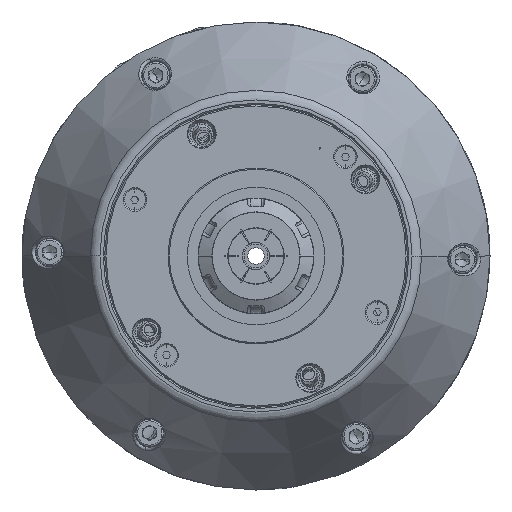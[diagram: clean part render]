
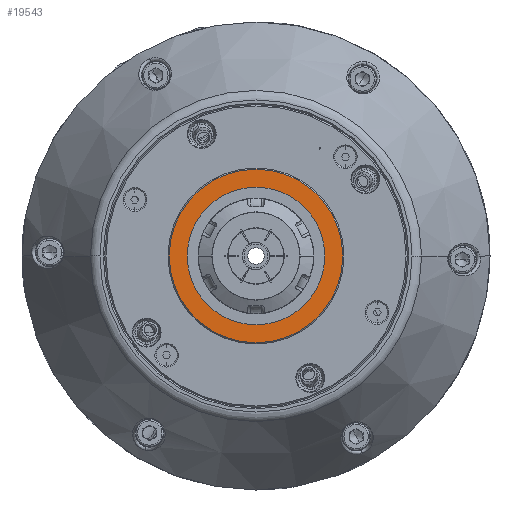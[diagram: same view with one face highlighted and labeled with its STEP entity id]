
A CAD part, left-side view. The second image highlights one B-rep face of the part: STEP entity #19543.
In plain terms, the highlighted planar face has unit normal (-1, 0, 0).
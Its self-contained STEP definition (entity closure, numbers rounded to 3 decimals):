
#156 = CARTESIAN_POINT ( 'NONE',  ( 0., 25.05, 0. ) ) ;
#189 = CARTESIAN_POINT ( 'NONE',  ( 0., 19.845, 0. ) ) ;
#283 = CARTESIAN_POINT ( 'NONE',  ( 0., 31.5, 0. ) ) ;
#2231 = ORIENTED_EDGE ( 'NONE', *, *, #23712, .T. ) ;
#2343 = ORIENTED_EDGE ( 'NONE', *, *, #23729, .T. ) ;
#2356 = ORIENTED_EDGE ( 'NONE', *, *, #23962, .F. ) ;
#2414 = ORIENTED_EDGE ( 'NONE', *, *, #23682, .T. ) ;
#2420 = ORIENTED_EDGE ( 'NONE', *, *, #23172, .T. ) ;
#2481 = ORIENTED_EDGE ( 'NONE', *, *, #23795, .T. ) ;
#6342 = VERTEX_POINT ( 'NONE', #283 ) ;
#6436 = VERTEX_POINT ( 'NONE', #189 ) ;
#6469 = VERTEX_POINT ( 'NONE', #156 ) ;
#6665 = VERTEX_POINT ( 'NONE', #22613 ) ;
#6877 = VERTEX_POINT ( 'NONE', #22582 ) ;
#7096 = VERTEX_POINT ( 'NONE', #22754 ) ;
#7334 = VERTEX_POINT ( 'NONE', #22405 ) ;
#7352 = VERTEX_POINT ( 'NONE', #22380 ) ;
#7353 = VERTEX_POINT ( 'NONE', #22377 ) ;
#7360 = VERTEX_POINT ( 'NONE', #22363 ) ;
#7466 = VERTEX_POINT ( 'NONE', #22201 ) ;
#7523 = VERTEX_POINT ( 'NONE', #22103 ) ;
#10294 = DIRECTION ( 'NONE',  ( 0., 1., 0. ) ) ;
#10295 = DIRECTION ( 'NONE',  ( 1., 0., 0. ) ) ;
#10296 = CARTESIAN_POINT ( 'NONE',  ( 0., 0., 0. ) ) ;
#10609 = CARTESIAN_POINT ( 'NONE',  ( 0., 0., 0. ) ) ;
#10757 = DIRECTION ( 'NONE',  ( 0., -1., 0. ) ) ;
#10779 = DIRECTION ( 'NONE',  ( 1., 0., 0. ) ) ;
#10890 = DIRECTION ( 'NONE',  ( 0., -1., 0. ) ) ;
#10892 = DIRECTION ( 'NONE',  ( 1., 0., 0. ) ) ;
#10893 = CARTESIAN_POINT ( 'NONE',  ( 0., 0., 23. ) ) ;
#10918 = DIRECTION ( 'NONE',  ( 0., -1., 0. ) ) ;
#10920 = DIRECTION ( 'NONE',  ( 1., 0., 0. ) ) ;
#10922 = CARTESIAN_POINT ( 'NONE',  ( 0., 0., -23. ) ) ;
#10979 = DIRECTION ( 'NONE',  ( 0., -1., 0. ) ) ;
#10980 = DIRECTION ( 'NONE',  ( 1., 0., 0. ) ) ;
#10981 = CARTESIAN_POINT ( 'NONE',  ( 0., 0., 0. ) ) ;
#11059 = CARTESIAN_POINT ( 'NONE',  ( 0., 23., 0. ) ) ;
#11119 = DIRECTION ( 'NONE',  ( 0., -1., 0. ) ) ;
#11132 = DIRECTION ( 'NONE',  ( 1., 0., 0. ) ) ;
#12345 = DIRECTION ( 'NONE',  ( 0., -1., 0. ) ) ;
#12347 = DIRECTION ( 'NONE',  ( 1., 0., 0. ) ) ;
#12349 = CARTESIAN_POINT ( 'NONE',  ( 0., 0., -23. ) ) ;
#12491 = DIRECTION ( 'NONE',  ( 0., -1., 0. ) ) ;
#12492 = DIRECTION ( 'NONE',  ( 1., 0., 0. ) ) ;
#12493 = CARTESIAN_POINT ( 'NONE',  ( 0., 0., 23. ) ) ;
#17502 = DIRECTION ( 'NONE',  ( 0., -1., 0. ) ) ;
#17504 = CARTESIAN_POINT ( 'NONE',  ( 0., 0., 0. ) ) ;
#17507 = PLANE ( 'NONE',  #47670 ) ;
#17516 = DIRECTION ( 'NONE',  ( -1., 0., 0. ) ) ;
#19543 = ADVANCED_FACE ( 'NONE', ( #37955, #37958, #37954, #37956, #37970, #37953 ), #17507, .T. ) ;
#21404 = CIRCLE ( 'NONE', #44006, 31.5 ) ;
#22103 = CARTESIAN_POINT ( 'NONE',  ( 0., -25.05, 0. ) ) ;
#22201 = CARTESIAN_POINT ( 'NONE',  ( 0., 2.05, -23. ) ) ;
#22363 = CARTESIAN_POINT ( 'NONE',  ( 0., -19.845, 0. ) ) ;
#22377 = CARTESIAN_POINT ( 'NONE',  ( 0., 2.05, 23. ) ) ;
#22380 = CARTESIAN_POINT ( 'NONE',  ( 0., -2.05, -23. ) ) ;
#22405 = CARTESIAN_POINT ( 'NONE',  ( 0., -31.5, 0. ) ) ;
#22582 = CARTESIAN_POINT ( 'NONE',  ( 0., -20.95, 0. ) ) ;
#22613 = CARTESIAN_POINT ( 'NONE',  ( 0., 20.95, 0. ) ) ;
#22754 = CARTESIAN_POINT ( 'NONE',  ( 0., -2.05, 23. ) ) ;
#22953 = EDGE_CURVE ( 'NONE', #7334, #6342, #30569, .T. ) ;
#23166 = EDGE_CURVE ( 'NONE', #6469, #6665, #30304, .T. ) ;
#23172 = EDGE_CURVE ( 'NONE', #6877, #7523, #30298, .T. ) ;
#23228 = EDGE_CURVE ( 'NONE', #7523, #6877, #30239, .T. ) ;
#23606 = EDGE_CURVE ( 'NONE', #7353, #7096, #29875, .T. ) ;
#23637 = EDGE_CURVE ( 'NONE', #7352, #7466, #29836, .T. ) ;
#23676 = EDGE_CURVE ( 'NONE', #7466, #7352, #29795, .T. ) ;
#23682 = EDGE_CURVE ( 'NONE', #7096, #7353, #29790, .T. ) ;
#23712 = EDGE_CURVE ( 'NONE', #6665, #6469, #29760, .T. ) ;
#23729 = EDGE_CURVE ( 'NONE', #7360, #6436, #29747, .T. ) ;
#23795 = EDGE_CURVE ( 'NONE', #6436, #7360, #29677, .T. ) ;
#23962 = EDGE_CURVE ( 'NONE', #6342, #7334, #21404, .T. ) ;
#27953 = EDGE_LOOP ( 'NONE', ( #2356, #41429 ) ) ;
#27955 = EDGE_LOOP ( 'NONE', ( #42205, #42310 ) ) ;
#27956 = EDGE_LOOP ( 'NONE', ( #2343, #2481 ) ) ;
#27959 = EDGE_LOOP ( 'NONE', ( #41771, #2420 ) ) ;
#27961 = EDGE_LOOP ( 'NONE', ( #2231, #42353 ) ) ;
#27963 = EDGE_LOOP ( 'NONE', ( #2414, #42348 ) ) ;
#29677 = CIRCLE ( 'NONE', #44035, 19.845 ) ;
#29747 = CIRCLE ( 'NONE', #44060, 19.845 ) ;
#29760 = CIRCLE ( 'NONE', #44066, 2.05 ) ;
#29790 = CIRCLE ( 'NONE', #44077, 2.05 ) ;
#29795 = CIRCLE ( 'NONE', #44081, 2.05 ) ;
#29836 = CIRCLE ( 'NONE', #44097, 2.05 ) ;
#29875 = CIRCLE ( 'NONE', #44112, 2.05 ) ;
#30239 = CIRCLE ( 'NONE', #50507, 2.05 ) ;
#30298 = CIRCLE ( 'NONE', #50539, 2.05 ) ;
#30304 = CIRCLE ( 'NONE', #50542, 2.05 ) ;
#30569 = CIRCLE ( 'NONE', #50656, 31.5 ) ;
#37953 = FACE_OUTER_BOUND ( 'NONE', #27953, .T. ) ;
#37954 = FACE_BOUND ( 'NONE', #27963, .T. ) ;
#37955 = FACE_BOUND ( 'NONE', #27955, .T. ) ;
#37956 = FACE_BOUND ( 'NONE', #27961, .T. ) ;
#37958 = FACE_BOUND ( 'NONE', #27959, .T. ) ;
#37970 = FACE_BOUND ( 'NONE', #27956, .T. ) ;
#41429 = ORIENTED_EDGE ( 'NONE', *, *, #22953, .F. ) ;
#41771 = ORIENTED_EDGE ( 'NONE', *, *, #23228, .T. ) ;
#42205 = ORIENTED_EDGE ( 'NONE', *, *, #23637, .T. ) ;
#42310 = ORIENTED_EDGE ( 'NONE', *, *, #23676, .T. ) ;
#42348 = ORIENTED_EDGE ( 'NONE', *, *, #23606, .T. ) ;
#42353 = ORIENTED_EDGE ( 'NONE', *, *, #23166, .T. ) ;
#44006 = AXIS2_PLACEMENT_3D ( 'NONE', #10296, #10295, #10294 ) ;
#44035 = AXIS2_PLACEMENT_3D ( 'NONE', #10981, #10980, #10979 ) ;
#44060 = AXIS2_PLACEMENT_3D ( 'NONE', #10609, #10779, #10757 ) ;
#44066 = AXIS2_PLACEMENT_3D ( 'NONE', #11059, #11132, #11119 ) ;
#44077 = AXIS2_PLACEMENT_3D ( 'NONE', #10893, #10892, #10890 ) ;
#44081 = AXIS2_PLACEMENT_3D ( 'NONE', #10922, #10920, #10918 ) ;
#44097 = AXIS2_PLACEMENT_3D ( 'NONE', #12349, #12347, #12345 ) ;
#44112 = AXIS2_PLACEMENT_3D ( 'NONE', #12493, #12492, #12491 ) ;
#44763 = DIRECTION ( 'NONE',  ( 0., -1., 0. ) ) ;
#44764 = DIRECTION ( 'NONE',  ( 1., 0., 0. ) ) ;
#44765 = CARTESIAN_POINT ( 'NONE',  ( 0., -23., 0. ) ) ;
#45145 = DIRECTION ( 'NONE',  ( 0., -1., 0. ) ) ;
#45148 = DIRECTION ( 'NONE',  ( 1., 0., 0. ) ) ;
#45152 = CARTESIAN_POINT ( 'NONE',  ( 0., -23., 0. ) ) ;
#45407 = DIRECTION ( 'NONE',  ( 0., -1., 0. ) ) ;
#45411 = DIRECTION ( 'NONE',  ( 1., 0., 0. ) ) ;
#45414 = CARTESIAN_POINT ( 'NONE',  ( 0., 23., 0. ) ) ;
#47670 = AXIS2_PLACEMENT_3D ( 'NONE', #17504, #17516, #17502 ) ;
#50507 = AXIS2_PLACEMENT_3D ( 'NONE', #44765, #44764, #44763 ) ;
#50539 = AXIS2_PLACEMENT_3D ( 'NONE', #45152, #45148, #45145 ) ;
#50542 = AXIS2_PLACEMENT_3D ( 'NONE', #45414, #45411, #45407 ) ;
#50656 = AXIS2_PLACEMENT_3D ( 'NONE', #51247, #51246, #51245 ) ;
#51245 = DIRECTION ( 'NONE',  ( 0., 1., 0. ) ) ;
#51246 = DIRECTION ( 'NONE',  ( 1., 0., 0. ) ) ;
#51247 = CARTESIAN_POINT ( 'NONE',  ( 0., 0., 0. ) ) ;
